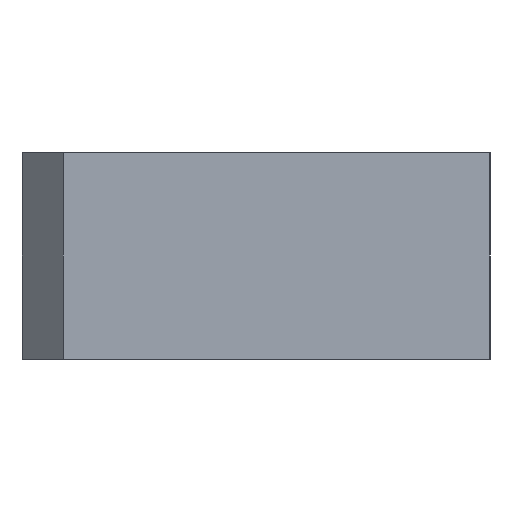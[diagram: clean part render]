
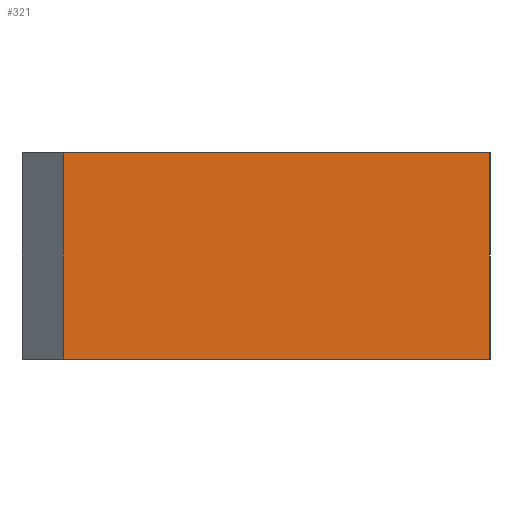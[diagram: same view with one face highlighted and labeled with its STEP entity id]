
A CAD part, left-side view. The second image highlights one B-rep face of the part: STEP entity #321.
In plain terms, the highlighted planar face has unit normal (-1, 0, 0).
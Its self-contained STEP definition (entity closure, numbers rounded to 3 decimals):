
#298 = ORIENTED_EDGE ( 'NONE', *, *, #299, .F. ) ;
#299 = EDGE_CURVE ( 'NONE', #300, #380, #2043, .T. ) ;
#300 = VERTEX_POINT ( 'NONE', #2039 ) ;
#301 = ORIENTED_EDGE ( 'NONE', *, *, #302, .F. ) ;
#302 = EDGE_CURVE ( 'NONE', #303, #300, #2038, .T. ) ;
#303 = VERTEX_POINT ( 'NONE', #2034 ) ;
#304 = ORIENTED_EDGE ( 'NONE', *, *, #305, .T. ) ;
#305 = EDGE_CURVE ( 'NONE', #303, #379, #2033, .T. ) ;
#321 = ADVANCED_FACE ( 'NONE', ( #2125 ), #2124, .F. ) ;
#322 = EDGE_LOOP ( 'NONE', ( #323, #298, #301, #304 ) ) ;
#323 = ORIENTED_EDGE ( 'NONE', *, *, #378, .T. ) ;
#378 = EDGE_CURVE ( 'NONE', #379, #380, #2203, .T. ) ;
#379 = VERTEX_POINT ( 'NONE', #2199 ) ;
#380 = VERTEX_POINT ( 'NONE', #2198 ) ;
#2030 = DIRECTION ( 'NONE',  ( 0., 0., -1. ) ) ;
#2031 = VECTOR ( 'NONE', #2030, 1000. ) ;
#2032 = CARTESIAN_POINT ( 'NONE',  ( 0., 31., 7.5 ) ) ;
#2033 = LINE ( 'NONE', #2032, #2031 ) ;
#2034 = CARTESIAN_POINT ( 'NONE',  ( 0., 31., 7.5 ) ) ;
#2035 = DIRECTION ( 'NONE',  ( 0., -1., 0. ) ) ;
#2036 = VECTOR ( 'NONE', #2035, 1000. ) ;
#2037 = CARTESIAN_POINT ( 'NONE',  ( 0., 0., 7.5 ) ) ;
#2038 = LINE ( 'NONE', #2037, #2036 ) ;
#2039 = CARTESIAN_POINT ( 'NONE',  ( 0., 0., 7.5 ) ) ;
#2040 = DIRECTION ( 'NONE',  ( 0., 0., -1. ) ) ;
#2041 = VECTOR ( 'NONE', #2040, 1000. ) ;
#2042 = CARTESIAN_POINT ( 'NONE',  ( 0., 0., 7.5 ) ) ;
#2043 = LINE ( 'NONE', #2042, #2041 ) ;
#2120 = DIRECTION ( 'NONE',  ( 0., 0., -1. ) ) ;
#2121 = DIRECTION ( 'NONE',  ( 1., 0., 0. ) ) ;
#2122 = CARTESIAN_POINT ( 'NONE',  ( 0., 0., 7.5 ) ) ;
#2123 = AXIS2_PLACEMENT_3D ( 'NONE', #2122, #2121, #2120 ) ;
#2124 = PLANE ( 'NONE',  #2123 ) ;
#2125 = FACE_OUTER_BOUND ( 'NONE', #322, .T. ) ;
#2198 = CARTESIAN_POINT ( 'NONE',  ( 0., 0., -7.5 ) ) ;
#2199 = CARTESIAN_POINT ( 'NONE',  ( 0., 31., -7.5 ) ) ;
#2200 = DIRECTION ( 'NONE',  ( 0., -1., 0. ) ) ;
#2201 = VECTOR ( 'NONE', #2200, 1000. ) ;
#2202 = CARTESIAN_POINT ( 'NONE',  ( 0., 0., -7.5 ) ) ;
#2203 = LINE ( 'NONE', #2202, #2201 ) ;
